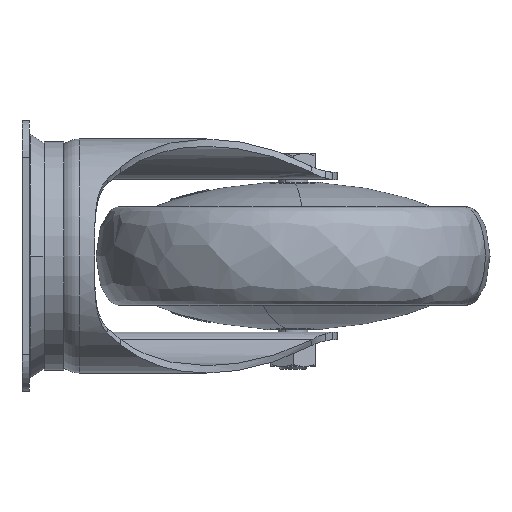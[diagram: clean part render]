
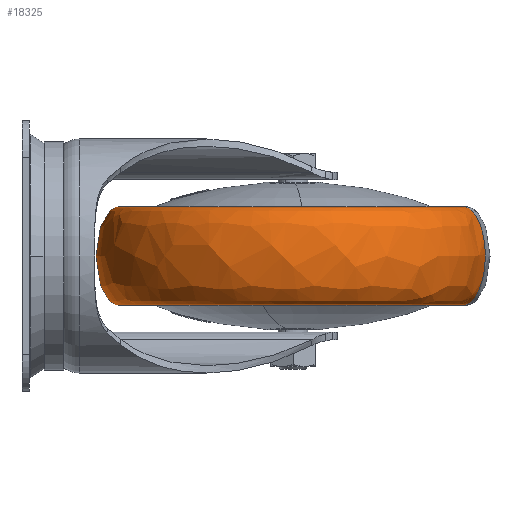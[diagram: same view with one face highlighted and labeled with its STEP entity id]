
A CAD part, left-side view. The second image highlights one B-rep face of the part: STEP entity #18325.
In plain terms, the highlighted free-form (B-spline) face has degree [3, 3] with [4, 4] control points.
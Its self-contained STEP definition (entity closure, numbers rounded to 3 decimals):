
#2323 = CARTESIAN_POINT ( 'NONE',  ( 70.401, -41.203, 20. ) ) ;
#2772 = CARTESIAN_POINT ( 'NONE',  ( -139.228, -158.236, 20. ) ) ;
#3070 = CARTESIAN_POINT ( 'NONE',  ( -67.194, -10.402, 20. ) ) ;
#3224 = CARTESIAN_POINT ( 'NONE',  ( 39.599, -178.797, -20. ) ) ;
#4882 = CARTESIAN_POINT ( 'NONE',  ( 39.599, -178.797, -20. ) ) ;
#5052 = CARTESIAN_POINT ( 'NONE',  ( 70.401, -41.203, -20. ) ) ;
#5487 = CARTESIAN_POINT ( 'NONE',  ( 74.551, -22.662, 20. ) ) ;
#5777 = CARTESIAN_POINT ( 'NONE',  ( 39.599, -178.797, -20. ) ) ;
#6609 = VERTEX_POINT ( 'NONE', #2323 ) ;
#6913 = CARTESIAN_POINT ( 'NONE',  ( 70.401, -41.203, -20. ) ) ;
#6991 = CARTESIAN_POINT ( 'NONE',  ( 35.449, -197.338, 20. ) ) ;
#7295 = CARTESIAN_POINT ( 'NONE',  ( 35.449, -197.338, 20. ) ) ;
#7436 = CARTESIAN_POINT ( 'NONE',  ( 35.449, -197.338, -20. ) ) ;
#7473 = ORIENTED_EDGE ( 'NONE', *, *, #18940, .F. ) ;
#7659 = VERTEX_POINT ( 'NONE', #27290 ) ;
#7877 =( BOUNDED_CURVE ( )  B_SPLINE_CURVE ( 3, ( #23177, #16239, #16684, #6913 ),
 .UNSPECIFIED., .F., .F. ) 
 B_SPLINE_CURVE_WITH_KNOTS ( ( 4, 4 ),
 ( 0., 1. ),
 .UNSPECIFIED. ) 
 CURVE ( )  GEOMETRIC_REPRESENTATION_ITEM ( )  RATIONAL_B_SPLINE_CURVE ( ( 1., 0.333, 0.333, 1. ) ) 
 REPRESENTATION_ITEM ( '' )  );
#9549 = CARTESIAN_POINT ( 'NONE',  ( 74.551, -22.662, -20. ) ) ;
#9693 = DIRECTION ( 'NONE',  ( 0.218, 0.976, 0. ) ) ;
#9866 = ORIENTED_EDGE ( 'NONE', *, *, #15711, .F. ) ;
#9988 = FACE_OUTER_BOUND ( 'NONE', #13322, .T. ) ;
#10204 = EDGE_CURVE ( 'NONE', #6609, #26073, #7877, .T. ) ;
#11213 = ORIENTED_EDGE ( 'NONE', *, *, #10204, .T. ) ;
#11775 = AXIS2_PLACEMENT_3D ( 'NONE', #23430, #28424, #9693 ) ;
#12098 =( BOUNDED_CURVE ( )  B_SPLINE_CURVE ( 3, ( #16479, #6991, #25415, #4882 ),
 .UNSPECIFIED., .F., .F. ) 
 B_SPLINE_CURVE_WITH_KNOTS ( ( 4, 4 ),
 ( 0., 1. ),
 .UNSPECIFIED. ) 
 CURVE ( )  GEOMETRIC_REPRESENTATION_ITEM ( )  RATIONAL_B_SPLINE_CURVE ( ( 1., 0.333, 0.333, 1. ) ) 
 REPRESENTATION_ITEM ( '' )  );
#12388 = CARTESIAN_POINT ( 'NONE',  ( -100.126, 16.441, 20. ) ) ;
#13322 = EDGE_LOOP ( 'NONE', ( #20898, #7473, #11213, #9866 ) ) ;
#14397 = DIRECTION ( 'NONE',  ( 0., 0., -1. ) ) ;
#14701 = EDGE_CURVE ( 'NONE', #7659, #27009, #12098, .T. ) ;
#15711 = EDGE_CURVE ( 'NONE', #27009, #26073, #17078, .T. ) ;
#16239 = CARTESIAN_POINT ( 'NONE',  ( 74.551, -22.662, 20. ) ) ;
#16479 = CARTESIAN_POINT ( 'NONE',  ( 39.599, -178.797, 20. ) ) ;
#16638 = CARTESIAN_POINT ( 'NONE',  ( -100.126, 16.441, -20. ) ) ;
#16684 = CARTESIAN_POINT ( 'NONE',  ( 74.551, -22.662, -20. ) ) ;
#17078 = CIRCLE ( 'NONE', #20891, 70.5 ) ;
#18325 = ADVANCED_FACE ( 'NONE', ( #9988 ), #25451, .F. ) ;
#18919 = CARTESIAN_POINT ( 'NONE',  ( 39.599, -178.797, 20. ) ) ;
#18940 = EDGE_CURVE ( 'NONE', #6609, #7659, #26743, .T. ) ;
#20891 = AXIS2_PLACEMENT_3D ( 'NONE', #25925, #14397, #23609 ) ;
#20898 = ORIENTED_EDGE ( 'NONE', *, *, #14701, .F. ) ;
#21016 = CARTESIAN_POINT ( 'NONE',  ( 70.401, -41.203, 20. ) ) ;
#21450 = CARTESIAN_POINT ( 'NONE',  ( -139.228, -158.236, -20. ) ) ;
#23177 = CARTESIAN_POINT ( 'NONE',  ( 70.401, -41.203, 20. ) ) ;
#23430 = CARTESIAN_POINT ( 'NONE',  ( 55., -110., 20. ) ) ;
#23569 = CARTESIAN_POINT ( 'NONE',  ( -97.995, -147.996, 20. ) ) ;
#23609 = DIRECTION ( 'NONE',  ( 0.218, 0.976, 0. ) ) ;
#25415 = CARTESIAN_POINT ( 'NONE',  ( 35.449, -197.338, -20. ) ) ;
#25451 =( BOUNDED_SURFACE ( )  B_SPLINE_SURFACE ( 3, 3, ( 
 ( #18919, #23569, #3070, #21016 ),
 ( #7295, #2772, #12388, #5487 ),
 ( #7436, #21450, #16638, #9549 ),
 ( #3224, #25743, #26170, #5052 ) ),
 .UNSPECIFIED., .F., .F., .F. ) 
 B_SPLINE_SURFACE_WITH_KNOTS ( ( 4, 4 ),
 ( 4, 4 ),
 ( 0., 1. ),
 ( 0., 1. ),
 .UNSPECIFIED. ) 
 GEOMETRIC_REPRESENTATION_ITEM ( )  RATIONAL_B_SPLINE_SURFACE ( (
 ( 1., 0.333, 0.333, 1.),
 ( 0.333, 0.111, 0.111, 0.333),
 ( 0.333, 0.111, 0.111, 0.333),
 ( 1., 0.333, 0.333, 1.) ) ) 
 REPRESENTATION_ITEM ( '' )  SURFACE ( )  );
#25743 = CARTESIAN_POINT ( 'NONE',  ( -97.995, -147.996, -20. ) ) ;
#25925 = CARTESIAN_POINT ( 'NONE',  ( 55., -110., -20. ) ) ;
#26073 = VERTEX_POINT ( 'NONE', #26159 ) ;
#26159 = CARTESIAN_POINT ( 'NONE',  ( 70.401, -41.203, -20. ) ) ;
#26170 = CARTESIAN_POINT ( 'NONE',  ( -67.194, -10.402, -20. ) ) ;
#26743 = CIRCLE ( 'NONE', #11775, 70.5 ) ;
#27009 = VERTEX_POINT ( 'NONE', #5777 ) ;
#27290 = CARTESIAN_POINT ( 'NONE',  ( 39.599, -178.797, 20. ) ) ;
#28424 = DIRECTION ( 'NONE',  ( 0., 0., 1. ) ) ;
